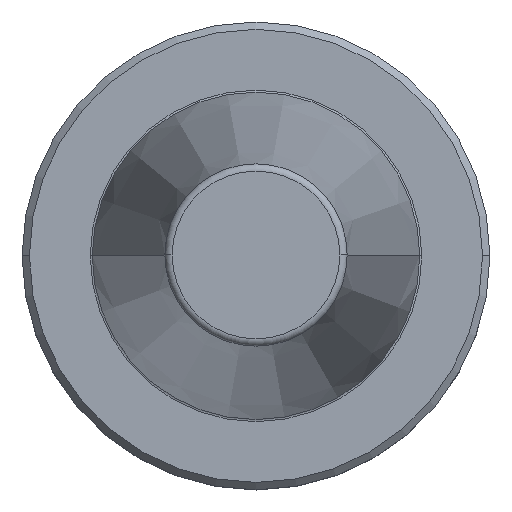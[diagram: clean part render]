
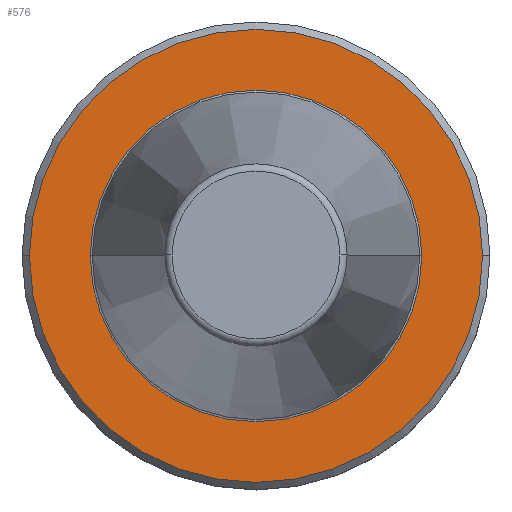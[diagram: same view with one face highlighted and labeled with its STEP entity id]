
A CAD part, top view. The second image highlights one B-rep face of the part: STEP entity #576.
In plain terms, the highlighted planar face has unit normal (0, 0, 1).
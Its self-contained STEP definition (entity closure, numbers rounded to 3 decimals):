
#65 = DIRECTION ( 'NONE',  ( 0., 0., 1. ) ) ;
#122 = ORIENTED_EDGE ( 'NONE', *, *, #1001, .T. ) ;
#151 = EDGE_LOOP ( 'NONE', ( #522, #122 ) ) ;
#167 = CARTESIAN_POINT ( 'NONE',  ( 0., 0., 85.3 ) ) ;
#182 = AXIS2_PLACEMENT_3D ( 'NONE', #167, #1030, #295 ) ;
#245 = DIRECTION ( 'NONE',  ( 0., 0., -1. ) ) ;
#295 = DIRECTION ( 'NONE',  ( -1., 0., 0. ) ) ;
#317 = VERTEX_POINT ( 'NONE', #1148 ) ;
#429 = FACE_BOUND ( 'NONE', #151, .T. ) ;
#431 = DIRECTION ( 'NONE',  ( 1., 0., 0. ) ) ;
#478 = CIRCLE ( 'NONE', #1322, 30.75 ) ;
#480 = DIRECTION ( 'NONE',  ( -1., 0., 0. ) ) ;
#487 = EDGE_LOOP ( 'NONE', ( #874, #974 ) ) ;
#500 = CARTESIAN_POINT ( 'NONE',  ( -22.5, 0., 85.3 ) ) ;
#522 = ORIENTED_EDGE ( 'NONE', *, *, #950, .T. ) ;
#576 = ADVANCED_FACE ( 'NONE', ( #429, #1124 ), #1385, .T. ) ;
#669 = AXIS2_PLACEMENT_3D ( 'NONE', #818, #827, #847 ) ;
#687 = CIRCLE ( 'NONE', #669, 22.5 ) ;
#761 = EDGE_CURVE ( 'NONE', #1426, #317, #478, .T. ) ;
#779 = VERTEX_POINT ( 'NONE', #500 ) ;
#782 = DIRECTION ( 'NONE',  ( 0., 0., -1. ) ) ;
#799 = CARTESIAN_POINT ( 'NONE',  ( 0., 30.75, 85.3 ) ) ;
#818 = CARTESIAN_POINT ( 'NONE',  ( 0., 0., 85.3 ) ) ;
#827 = DIRECTION ( 'NONE',  ( 0., 0., -1. ) ) ;
#847 = DIRECTION ( 'NONE',  ( -1., 0., 0. ) ) ;
#874 = ORIENTED_EDGE ( 'NONE', *, *, #761, .F. ) ;
#942 = AXIS2_PLACEMENT_3D ( 'NONE', #1364, #782, #1362 ) ;
#950 = EDGE_CURVE ( 'NONE', #779, #1152, #687, .T. ) ;
#974 = ORIENTED_EDGE ( 'NONE', *, *, #1162, .F. ) ;
#975 = CARTESIAN_POINT ( 'NONE',  ( -30.75, 0., 85.3 ) ) ;
#1001 = EDGE_CURVE ( 'NONE', #1152, #779, #1172, .T. ) ;
#1030 = DIRECTION ( 'NONE',  ( 0., 0., -1. ) ) ;
#1083 = CARTESIAN_POINT ( 'NONE',  ( 0., 0., 85.3 ) ) ;
#1084 = CIRCLE ( 'NONE', #182, 30.75 ) ;
#1124 = FACE_OUTER_BOUND ( 'NONE', #487, .T. ) ;
#1139 = CARTESIAN_POINT ( 'NONE',  ( 22.5, 0., 85.3 ) ) ;
#1148 = CARTESIAN_POINT ( 'NONE',  ( 30.75, 0., 85.3 ) ) ;
#1152 = VERTEX_POINT ( 'NONE', #1139 ) ;
#1162 = EDGE_CURVE ( 'NONE', #317, #1426, #1084, .T. ) ;
#1172 = CIRCLE ( 'NONE', #942, 22.5 ) ;
#1180 = AXIS2_PLACEMENT_3D ( 'NONE', #799, #65, #431 ) ;
#1322 = AXIS2_PLACEMENT_3D ( 'NONE', #1083, #245, #480 ) ;
#1362 = DIRECTION ( 'NONE',  ( -1., 0., 0. ) ) ;
#1364 = CARTESIAN_POINT ( 'NONE',  ( 0., 0., 85.3 ) ) ;
#1385 = PLANE ( 'NONE',  #1180 ) ;
#1426 = VERTEX_POINT ( 'NONE', #975 ) ;
